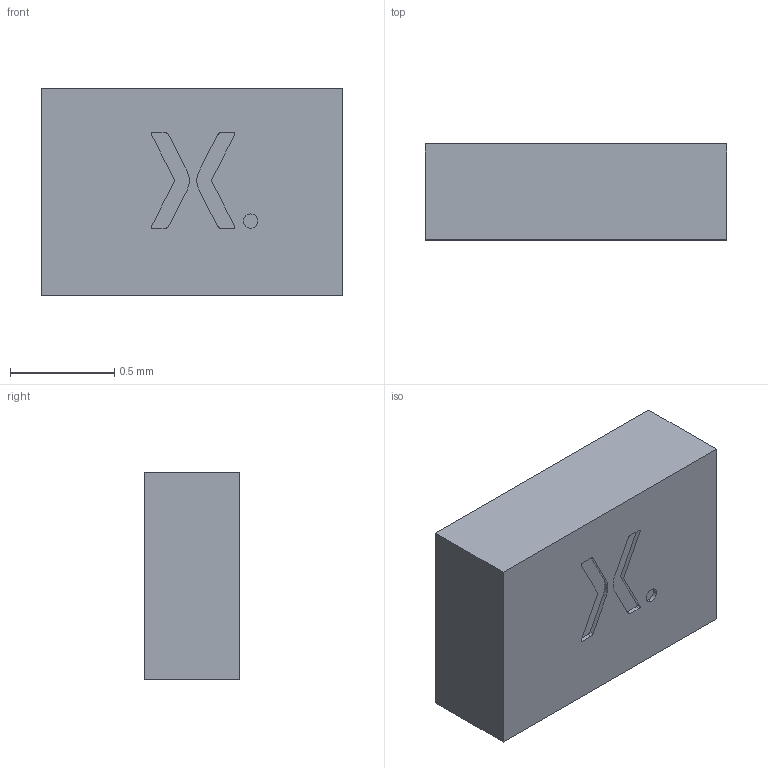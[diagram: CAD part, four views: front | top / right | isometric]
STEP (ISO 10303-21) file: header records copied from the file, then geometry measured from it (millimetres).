
FILE_DESCRIPTION (( 'STEP AP214' ), '1' );
FILE_NAME ('SOT886.step', '2023-12-13T09:44:19', ( '' ), ( '' ), 'SwSTEP 2.0', 'SolidWorks 2021', '' );
FILE_SCHEMA (( 'AUTOMOTIVE_DESIGN' ));
Length unit declared in the file: millimetre
Products named in the file (2): SOT886 Mold Body; SOT886
Assembly tree (1 placements, depth 2):
  SOT886
    SOT886 Mold Body
Bounding box: 1.45 x 0.46 x 1 mm (x, y, z)
Volume: 0.7 mm3; surface area: 5.2 mm2
Topology: 1 solids, 1 shells, 33 faces, 84 edges, 56 vertices
Faces by surface type: plane 21, cylinder 12
Entity records: 1431 total; most frequent: DIRECTION 182, CARTESIAN_POINT 177, ORIENTED_EDGE 168, EDGE_CURVE 84, AXIS2_PLACEMENT_3D 61, VECTOR 60, LINE 60, VERTEX_POINT 56
